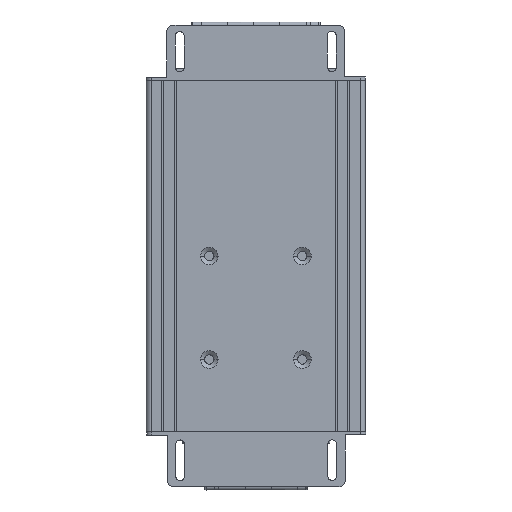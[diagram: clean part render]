
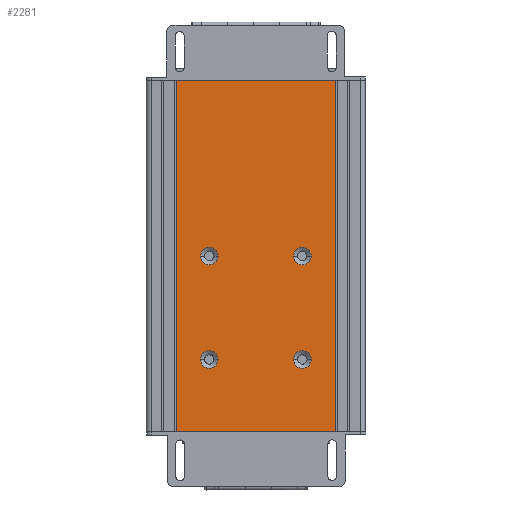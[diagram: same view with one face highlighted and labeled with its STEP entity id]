
A CAD part, front view. The second image highlights one B-rep face of the part: STEP entity #2281.
In plain terms, the highlighted planar face has unit normal (0, -1, 0).
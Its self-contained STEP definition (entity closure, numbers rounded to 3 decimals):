
#383=DIRECTION('',(1.,0.,0.));
#384=VECTOR('',#383,77.);
#385=CARTESIAN_POINT('',(-38.5,0.,-85.));
#386=LINE('',#385,#384);
#427=DIRECTION('',(0.,0.,1.));
#428=VECTOR('',#427,170.);
#429=CARTESIAN_POINT('',(38.5,0.,-85.));
#430=LINE('',#429,#428);
#431=DIRECTION('',(0.,0.,1.));
#432=VECTOR('',#431,170.);
#433=CARTESIAN_POINT('',(-38.5,0.,-85.));
#434=LINE('',#433,#432);
#459=CARTESIAN_POINT('',(-22.5,0.,-50.));
#460=DIRECTION('',(0.,-1.,0.));
#461=DIRECTION('',(-1.,0.,0.));
#462=AXIS2_PLACEMENT_3D('',#459,#460,#461);
#464=CARTESIAN_POINT('',(-22.5,0.,-50.));
#465=DIRECTION('',(0.,-1.,0.));
#466=DIRECTION('',(1.,0.,0.));
#467=AXIS2_PLACEMENT_3D('',#464,#465,#466);
#469=CARTESIAN_POINT('',(22.5,0.,-50.));
#470=DIRECTION('',(0.,-1.,0.));
#471=DIRECTION('',(-1.,0.,0.));
#472=AXIS2_PLACEMENT_3D('',#469,#470,#471);
#474=CARTESIAN_POINT('',(22.5,0.,-50.));
#475=DIRECTION('',(0.,-1.,0.));
#476=DIRECTION('',(1.,0.,0.));
#477=AXIS2_PLACEMENT_3D('',#474,#475,#476);
#479=CARTESIAN_POINT('',(-22.5,0.,0.));
#480=DIRECTION('',(0.,-1.,0.));
#481=DIRECTION('',(-1.,0.,0.));
#482=AXIS2_PLACEMENT_3D('',#479,#480,#481);
#484=CARTESIAN_POINT('',(-22.5,0.,0.));
#485=DIRECTION('',(0.,-1.,0.));
#486=DIRECTION('',(1.,0.,0.));
#487=AXIS2_PLACEMENT_3D('',#484,#485,#486);
#489=CARTESIAN_POINT('',(22.5,0.,0.));
#490=DIRECTION('',(0.,-1.,0.));
#491=DIRECTION('',(1.,0.,0.));
#492=AXIS2_PLACEMENT_3D('',#489,#490,#491);
#494=CARTESIAN_POINT('',(22.5,0.,0.));
#495=DIRECTION('',(0.,-1.,0.));
#496=DIRECTION('',(-1.,0.,0.));
#497=AXIS2_PLACEMENT_3D('',#494,#495,#496);
#540=DIRECTION('',(1.,0.,0.));
#541=VECTOR('',#540,77.);
#542=CARTESIAN_POINT('',(-38.5,0.,85.));
#543=LINE('',#542,#541);
#1861=CARTESIAN_POINT('',(-38.5,0.,-85.));
#1863=VERTEX_POINT('',#1861);
#1877=CARTESIAN_POINT('',(-38.5,0.,85.));
#1879=VERTEX_POINT('',#1877);
#1909=CARTESIAN_POINT('',(38.5,0.,-85.));
#1910=VERTEX_POINT('',#1909);
#1917=CARTESIAN_POINT('',(38.5,0.,85.));
#1918=VERTEX_POINT('',#1917);
#1957=CARTESIAN_POINT('',(-26.75,0.,-50.));
#1958=CARTESIAN_POINT('',(-18.25,0.,-50.));
#1959=VERTEX_POINT('',#1957);
#1960=VERTEX_POINT('',#1958);
#1965=CARTESIAN_POINT('',(18.25,0.,-50.));
#1966=CARTESIAN_POINT('',(26.75,0.,-50.));
#1967=VERTEX_POINT('',#1965);
#1968=VERTEX_POINT('',#1966);
#1973=CARTESIAN_POINT('',(-26.75,0.,0.));
#1974=CARTESIAN_POINT('',(-18.25,0.,0.));
#1975=VERTEX_POINT('',#1973);
#1976=VERTEX_POINT('',#1974);
#1981=CARTESIAN_POINT('',(26.75,0.,0.));
#1982=CARTESIAN_POINT('',(18.25,0.,0.));
#1983=VERTEX_POINT('',#1981);
#1984=VERTEX_POINT('',#1982);
#2243=CARTESIAN_POINT('',(-53.,0.,-85.));
#2244=DIRECTION('',(0.,-1.,0.));
#2245=DIRECTION('',(1.,0.,0.));
#2246=AXIS2_PLACEMENT_3D('',#2243,#2244,#2245);
#2247=PLANE('',#2246);
#2249=ORIENTED_EDGE('',*,*,#2248,.F.);
#2250=ORIENTED_EDGE('',*,*,#2192,.F.);
#2252=ORIENTED_EDGE('',*,*,#2251,.T.);
#2254=ORIENTED_EDGE('',*,*,#2253,.T.);
#2255=EDGE_LOOP('',(#2249,#2250,#2252,#2254));
#2256=FACE_OUTER_BOUND('',#2255,.F.);
#2258=ORIENTED_EDGE('',*,*,#2257,.T.);
#2260=ORIENTED_EDGE('',*,*,#2259,.T.);
#2261=EDGE_LOOP('',(#2258,#2260));
#2262=FACE_BOUND('',#2261,.F.);
#2264=ORIENTED_EDGE('',*,*,#2263,.T.);
#2266=ORIENTED_EDGE('',*,*,#2265,.T.);
#2267=EDGE_LOOP('',(#2264,#2266));
#2268=FACE_BOUND('',#2267,.F.);
#2270=ORIENTED_EDGE('',*,*,#2269,.T.);
#2272=ORIENTED_EDGE('',*,*,#2271,.T.);
#2273=EDGE_LOOP('',(#2270,#2272));
#2274=FACE_BOUND('',#2273,.F.);
#2276=ORIENTED_EDGE('',*,*,#2275,.T.);
#2278=ORIENTED_EDGE('',*,*,#2277,.T.);
#2279=EDGE_LOOP('',(#2276,#2278));
#2280=FACE_BOUND('',#2279,.F.);
#463=CIRCLE('',#462,4.25);
#468=CIRCLE('',#467,4.25);
#473=CIRCLE('',#472,4.25);
#478=CIRCLE('',#477,4.25);
#483=CIRCLE('',#482,4.25);
#488=CIRCLE('',#487,4.25);
#493=CIRCLE('',#492,4.25);
#498=CIRCLE('',#497,4.25);
#2192=EDGE_CURVE('',#1863,#1910,#386,.T.);
#2248=EDGE_CURVE('',#1910,#1918,#430,.T.);
#2251=EDGE_CURVE('',#1863,#1879,#434,.T.);
#2253=EDGE_CURVE('',#1879,#1918,#543,.T.);
#2257=EDGE_CURVE('',#1959,#1960,#463,.T.);
#2259=EDGE_CURVE('',#1960,#1959,#468,.T.);
#2263=EDGE_CURVE('',#1967,#1968,#473,.T.);
#2265=EDGE_CURVE('',#1968,#1967,#478,.T.);
#2269=EDGE_CURVE('',#1975,#1976,#483,.T.);
#2271=EDGE_CURVE('',#1976,#1975,#488,.T.);
#2275=EDGE_CURVE('',#1983,#1984,#493,.T.);
#2277=EDGE_CURVE('',#1984,#1983,#498,.T.);
#2281=ADVANCED_FACE('',(#2256,#2262,#2268,#2274,#2280),#2247,.T.);
